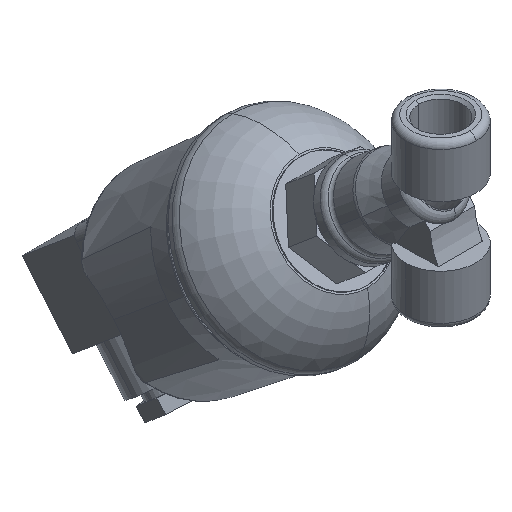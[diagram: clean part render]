
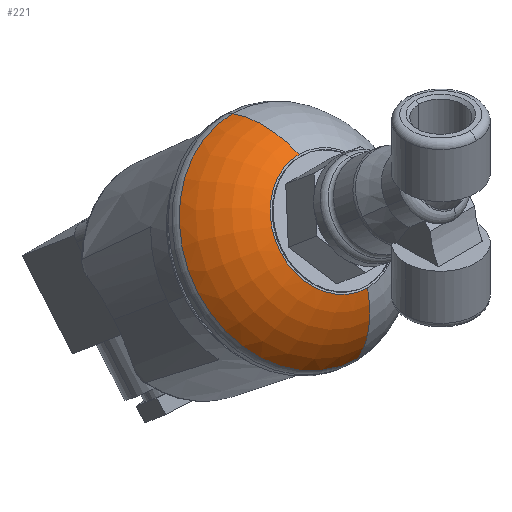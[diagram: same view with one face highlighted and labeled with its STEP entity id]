
A CAD part, isometric view. The second image highlights one B-rep face of the part: STEP entity #221.
In plain terms, the highlighted toroidal (fillet/blend) face has major radius 3.569 mm and minor radius 31.525 mm.
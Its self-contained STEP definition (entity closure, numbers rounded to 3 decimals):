
#221=ADVANCED_FACE('',(#530),#531,.T.);
#530=FACE_OUTER_BOUND('',#843,.T.);
#531=TOROIDAL_SURFACE('',#844,3.569,31.525);
#843=EDGE_LOOP('',(#2054,#2055,#2056,#2057));
#844=AXIS2_PLACEMENT_3D('',#2058,#2059,#2060);
#2054=ORIENTED_EDGE('',*,*,#2122,.T.);
#2055=ORIENTED_EDGE('',*,*,#2484,.F.);
#2056=ORIENTED_EDGE('',*,*,#2125,.T.);
#2057=ORIENTED_EDGE('',*,*,#2483,.T.);
#2058=CARTESIAN_POINT('',(0.0,57.858,-48.549));
#2059=DIRECTION('',(0.0,0.766,-0.643));
#2060=DIRECTION('',(0.0,0.643,0.766));
#2122=EDGE_CURVE('',#2539,#2530,#2540,.T.);
#2125=EDGE_CURVE('',#2535,#2543,#2545,.T.);
#2483=EDGE_CURVE('',#2543,#2539,#3131,.T.);
#2484=EDGE_CURVE('',#2535,#2530,#3132,.T.);
#2530=VERTEX_POINT('',#3182);
#2535=VERTEX_POINT('',#3187);
#2539=VERTEX_POINT('',#3191);
#2540=CIRCLE('',#3192,31.525);
#2543=VERTEX_POINT('',#3195);
#2545=CIRCLE('',#3197,31.525);
#3131=CIRCLE('',#4582,18.0);
#3132=CIRCLE('',#4583,33.045);
#3182=CARTESIAN_POINT('',(0.,70.534,-16.048));
#3187=CARTESIAN_POINT('',(0.,28.052,-66.676));
#3191=CARTESIAN_POINT('',(0.,47.957,-16.744));
#3192=AXIS2_PLACEMENT_3D('',#4663,#4664,#4665);
#3195=CARTESIAN_POINT('',(0.,24.817,-44.321));
#3197=AXIS2_PLACEMENT_3D('',#4672,#4673,#4674);
#4582=AXIS2_PLACEMENT_3D('',#5362,#5363,#5364);
#4583=AXIS2_PLACEMENT_3D('',#5365,#5366,#5367);
#4663=CARTESIAN_POINT('',(0.,60.152,-45.815));
#4664=DIRECTION('',(-1.0,0.,0.));
#4665=DIRECTION('',(0.,0.643,0.766));
#4672=CARTESIAN_POINT('',(0.,55.564,-51.283));
#4673=DIRECTION('',(-1.0,0.,0.));
#4674=DIRECTION('',(0.,-0.643,-0.766));
#5362=CARTESIAN_POINT('',(0.0,36.387,-30.532));
#5363=DIRECTION('',(0.0,0.766,-0.643));
#5364=DIRECTION('',(1.0,0.0,0.0));
#5365=CARTESIAN_POINT('',(0.0,49.293,-41.362));
#5366=DIRECTION('',(0.0,0.766,-0.643));
#5367=DIRECTION('',(1.0,0.0,0.0));
